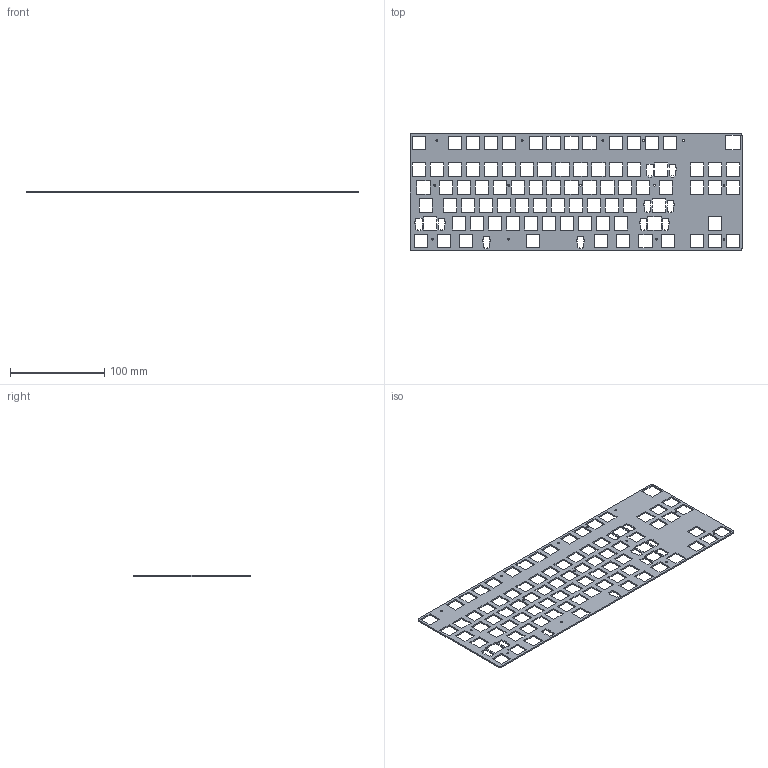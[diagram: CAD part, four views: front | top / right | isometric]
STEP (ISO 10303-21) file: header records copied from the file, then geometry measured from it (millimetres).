
FILE_DESCRIPTION(('FreeCAD Model'),'2;1');
FILE_NAME('Open CASCADE Shape Model','2021-05-14T12:12:15',('Author'),( ''),'Open CASCADE STEP processor 7.3','FreeCAD','Unknown');
FILE_SCHEMA(('AUTOMOTIVE_DESIGN { 1 0 10303 214 1 1 1 1 }'));
Length unit declared in the file: millimetre
Products named in the file (1): Pocket034
Bounding box: 351.5 x 123.5 x 1.5 mm (x, y, z)
Volume: 38609.1 mm3; surface area: 60786.8 mm2
Topology: 1 solids, 1 shells, 524 faces, 1570 edges, 1048 vertices
Faces by surface type: plane 506, cylinder 18
Full cylindrical faces by diameter (mm): 2 x14
Entity records: 17752 total; most frequent: CARTESIAN_POINT 3143, ORIENTED_EDGE 3140, DIRECTION 2660, EDGE_CURVE 1570, LINE 1530, VECTOR 1530, VERTEX_POINT 1048, FACE_BOUND 726
